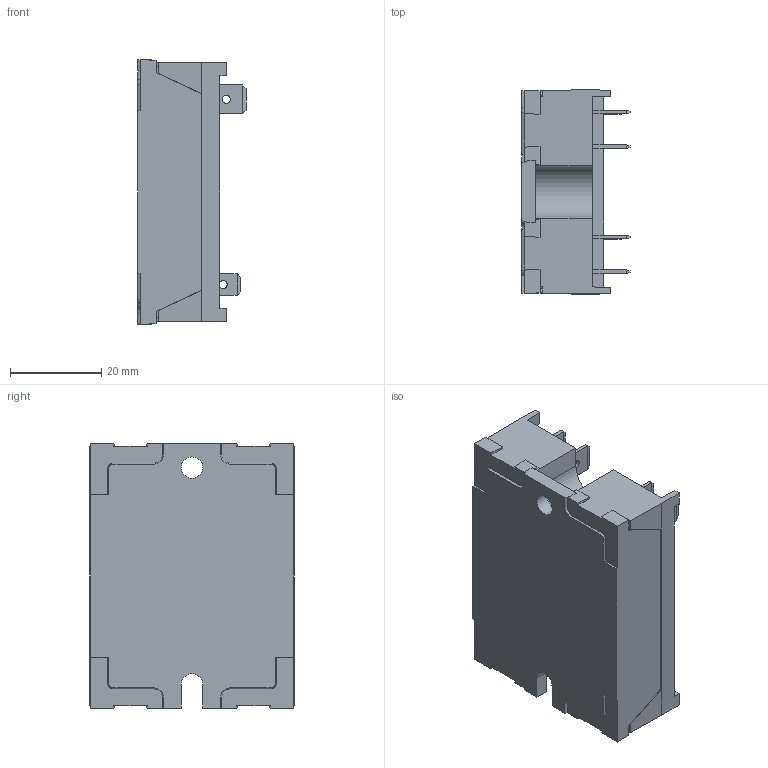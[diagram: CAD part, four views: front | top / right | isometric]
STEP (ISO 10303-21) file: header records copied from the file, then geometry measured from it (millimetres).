
FILE_DESCRIPTION(/* description */ (''),/* implementation_level */ '2;1');
FILE_NAME(/* name */ '3d_HS2B_faston.stp',/* time_stamp */ '2023-11-28T18:04:21+01:00',/* author */ (''),/* organization */ (''),/* preprocessor_version */ 'ST-DEVELOPER v16.7',/* originating_system */ 'SIEMENS PLM Software NX 12.0',/* authorisation */ '');
FILE_SCHEMA (('AUTOMOTIVE_DESIGN { 1 0 10303 214 3 1 1 1 }'));
Length unit declared in the file: millimetre
Products named in the file (1): RuggFA7C5A41tpwn
Bounding box: 23.8 x 44.8 x 58 mm (x, y, z)
Surface area: 10440.9 mm2 (no closed solid volume)
Topology: 0 solids, 1 shells, 243 faces, 707 edges, 462 vertices
Faces by surface type: plane 219, cylinder 14, cone 10
Full cylindrical faces by diameter (mm): 1.76 x8, 3.1 x2, 4.7 x1
Entity records: 7820 total; most frequent: CARTESIAN_POINT 1396, ORIENTED_EDGE 1316, DIRECTION 1234, EDGE_CURVE 692, LINE 638, VECTOR 638, VERTEX_POINT 460, AXIS2_PLACEMENT_3D 298
